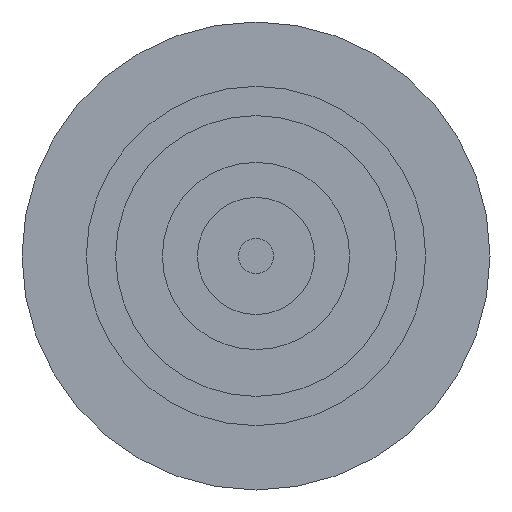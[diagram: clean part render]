
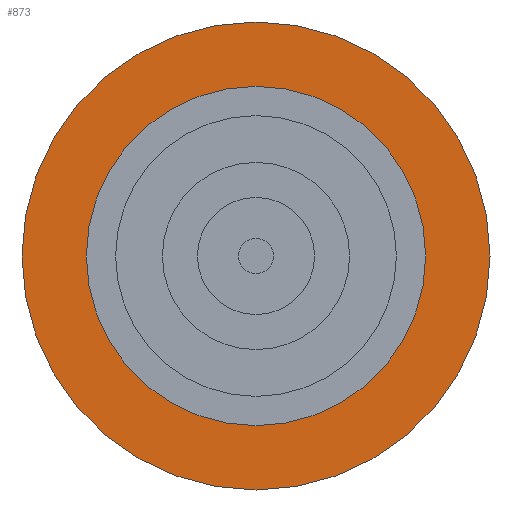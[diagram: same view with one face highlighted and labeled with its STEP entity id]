
A CAD part, front view. The second image highlights one B-rep face of the part: STEP entity #873.
In plain terms, the highlighted planar face has unit normal (0, -1, 0).
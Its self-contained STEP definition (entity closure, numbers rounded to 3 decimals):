
#31 = DIRECTION ( 'NONE',  ( 0., -1., 0. ) ) ;
#97 = FACE_BOUND ( 'NONE', #219, .T. ) ;
#103 = DIRECTION ( 'NONE',  ( 0., -1., 0. ) ) ;
#110 = AXIS2_PLACEMENT_3D ( 'NONE', #1741, #1541, #1340 ) ;
#179 = DIRECTION ( 'NONE',  ( 0., -1., 0. ) ) ;
#194 = AXIS2_PLACEMENT_3D ( 'NONE', #233, #31, #1824 ) ;
#219 = EDGE_LOOP ( 'NONE', ( #1530, #860 ) ) ;
#233 = CARTESIAN_POINT ( 'NONE',  ( 20., 0., 0. ) ) ;
#284 = AXIS2_PLACEMENT_3D ( 'NONE', #300, #103, #1895 ) ;
#300 = CARTESIAN_POINT ( 'NONE',  ( 0., 0., 0. ) ) ;
#339 = CIRCLE ( 'NONE', #835, 14.5 ) ;
#377 = CARTESIAN_POINT ( 'NONE',  ( 0., 0., 0. ) ) ;
#386 = CARTESIAN_POINT ( 'NONE',  ( 0., 0., 14.5 ) ) ;
#387 = VERTEX_POINT ( 'NONE', #1236 ) ;
#395 = DIRECTION ( 'NONE',  ( 0., 0., -1. ) ) ;
#417 = PLANE ( 'NONE',  #194 ) ;
#444 = CARTESIAN_POINT ( 'NONE',  ( 0., 0., -20. ) ) ;
#511 = EDGE_CURVE ( 'NONE', #387, #1000, #339, .T. ) ;
#603 = DIRECTION ( 'NONE',  ( 0., -1., 0. ) ) ;
#618 = EDGE_LOOP ( 'NONE', ( #713, #1558 ) ) ;
#666 = EDGE_CURVE ( 'NONE', #1000, #387, #1964, .T. ) ;
#713 = ORIENTED_EDGE ( 'NONE', *, *, #1163, .T. ) ;
#815 = CARTESIAN_POINT ( 'NONE',  ( 0., 0., 0. ) ) ;
#835 = AXIS2_PLACEMENT_3D ( 'NONE', #377, #179, #1991 ) ;
#860 = ORIENTED_EDGE ( 'NONE', *, *, #666, .F. ) ;
#873 = ADVANCED_FACE ( 'NONE', ( #1624, #97 ), #417, .T. ) ;
#1000 = VERTEX_POINT ( 'NONE', #386 ) ;
#1118 = CARTESIAN_POINT ( 'NONE',  ( 0., 0., 20. ) ) ;
#1163 = EDGE_CURVE ( 'NONE', #1549, #1384, #1912, .T. ) ;
#1202 = EDGE_CURVE ( 'NONE', #1384, #1549, #1915, .T. ) ;
#1236 = CARTESIAN_POINT ( 'NONE',  ( 0., 0., -14.5 ) ) ;
#1340 = DIRECTION ( 'NONE',  ( 0., 0., -1. ) ) ;
#1384 = VERTEX_POINT ( 'NONE', #1118 ) ;
#1530 = ORIENTED_EDGE ( 'NONE', *, *, #511, .F. ) ;
#1541 = DIRECTION ( 'NONE',  ( 0., -1., 0. ) ) ;
#1549 = VERTEX_POINT ( 'NONE', #444 ) ;
#1558 = ORIENTED_EDGE ( 'NONE', *, *, #1202, .T. ) ;
#1624 = FACE_OUTER_BOUND ( 'NONE', #618, .T. ) ;
#1741 = CARTESIAN_POINT ( 'NONE',  ( 0., 0., 0. ) ) ;
#1824 = DIRECTION ( 'NONE',  ( 0., 0., -1. ) ) ;
#1851 = AXIS2_PLACEMENT_3D ( 'NONE', #815, #603, #395 ) ;
#1895 = DIRECTION ( 'NONE',  ( 0., 0., -1. ) ) ;
#1912 = CIRCLE ( 'NONE', #1851, 20. ) ;
#1915 = CIRCLE ( 'NONE', #110, 20. ) ;
#1964 = CIRCLE ( 'NONE', #284, 14.5 ) ;
#1991 = DIRECTION ( 'NONE',  ( 0., 0., -1. ) ) ;
